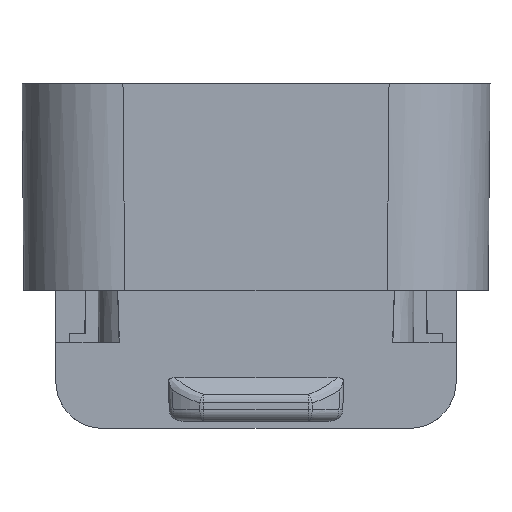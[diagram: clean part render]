
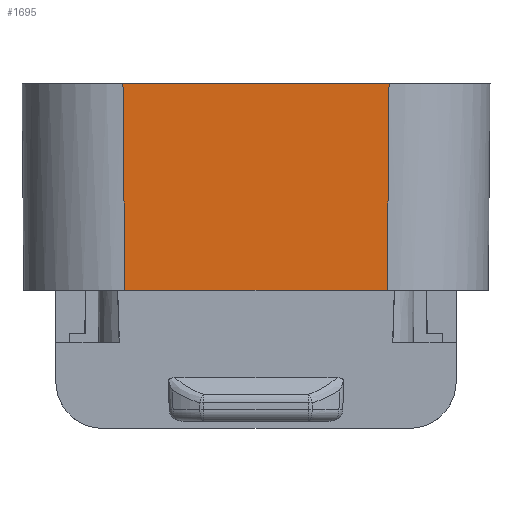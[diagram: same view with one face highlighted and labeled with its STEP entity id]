
A CAD part, front view. The second image highlights one B-rep face of the part: STEP entity #1695.
In plain terms, the highlighted planar face has unit normal (0, -1, -0.009).
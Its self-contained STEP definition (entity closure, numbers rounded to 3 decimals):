
#122=PLANE('',#5620);
#518=LINE('',#7926,#1156);
#519=LINE('',#7928,#1157);
#596=LINE('',#8105,#1234);
#597=LINE('',#8107,#1235);
#598=LINE('',#8109,#1236);
#599=LINE('',#8111,#1237);
#1156=VECTOR('',#6251,1.);
#1157=VECTOR('',#6252,1.);
#1234=VECTOR('',#6387,1.);
#1235=VECTOR('',#6388,1.);
#1236=VECTOR('',#6389,1.);
#1237=VECTOR('',#6390,1.);
#1695=ADVANCED_FACE('',(#2023),#122,.T.);
#2023=FACE_OUTER_BOUND('',#2315,.T.);
#2315=EDGE_LOOP('',(#3117,#3118,#3119,#3120,#3121,#3122));
#3117=ORIENTED_EDGE('',*,*,#4922,.F.);
#3118=ORIENTED_EDGE('',*,*,#4921,.T.);
#3119=ORIENTED_EDGE('',*,*,#5011,.F.);
#3120=ORIENTED_EDGE('',*,*,#5012,.T.);
#3121=ORIENTED_EDGE('',*,*,#5013,.F.);
#3122=ORIENTED_EDGE('',*,*,#5014,.T.);
#4365=VERTEX_POINT('',#7925);
#4366=VERTEX_POINT('',#7927);
#4367=VERTEX_POINT('',#7929);
#4438=VERTEX_POINT('',#8106);
#4439=VERTEX_POINT('',#8108);
#4440=VERTEX_POINT('',#8110);
#4921=EDGE_CURVE('',#4366,#4365,#518,.T.);
#4922=EDGE_CURVE('',#4366,#4367,#519,.T.);
#5011=EDGE_CURVE('',#4438,#4365,#596,.T.);
#5012=EDGE_CURVE('',#4438,#4439,#597,.T.);
#5013=EDGE_CURVE('',#4440,#4439,#598,.T.);
#5014=EDGE_CURVE('',#4440,#4367,#599,.T.);
#5620=AXIS2_PLACEMENT_3D('',#8112,#6391,#6392);
#6251=DIRECTION('',(1.,0.,0.));
#6252=DIRECTION('',(-1.,0.,0.));
#6387=DIRECTION('',(-0.009,0.009,-1.));
#6388=DIRECTION('',(-1.,0.,0.));
#6389=DIRECTION('',(1.,0.,0.));
#6390=DIRECTION('',(0.009,0.009,-1.));
#6391=DIRECTION('',(0.,-1.,-0.009));
#6392=DIRECTION('',(0.,0.009,-1.));
#7925=CARTESIAN_POINT('',(11.177,-11.299,-10.6));
#7926=CARTESIAN_POINT('',(0.,-11.299,-10.6));
#7927=CARTESIAN_POINT('',(0.,-11.299,-10.6));
#7928=CARTESIAN_POINT('',(0.,-11.299,-10.6));
#7929=CARTESIAN_POINT('',(-11.177,-11.299,-10.6));
#8105=CARTESIAN_POINT('',(11.33,-11.452,6.901));
#8106=CARTESIAN_POINT('',(11.331,-11.453,7.));
#8107=CARTESIAN_POINT('',(0.,-11.453,7.));
#8108=CARTESIAN_POINT('',(0.,-11.453,7.));
#8109=CARTESIAN_POINT('',(0.,-11.453,7.));
#8110=CARTESIAN_POINT('',(-11.331,-11.453,7.));
#8111=CARTESIAN_POINT('',(-11.33,-11.452,6.901));
#8112=CARTESIAN_POINT('',(0.,-11.453,7.));
